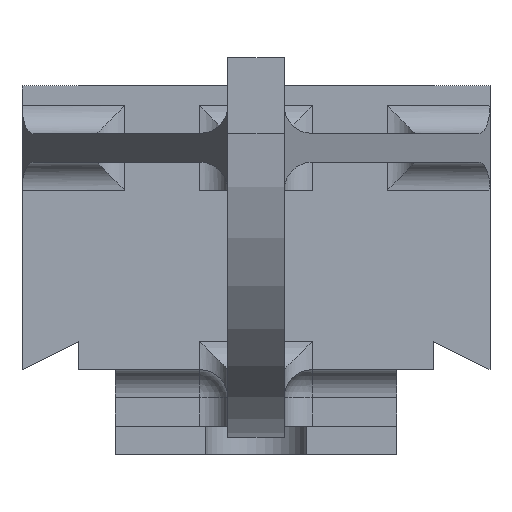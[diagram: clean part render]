
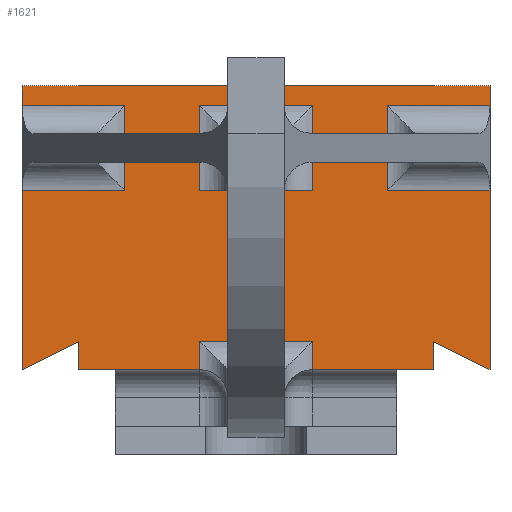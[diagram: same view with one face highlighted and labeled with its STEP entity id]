
A CAD part, left-side view. The second image highlights one B-rep face of the part: STEP entity #1621.
In plain terms, the highlighted planar face has unit normal (-1, 0, 0).
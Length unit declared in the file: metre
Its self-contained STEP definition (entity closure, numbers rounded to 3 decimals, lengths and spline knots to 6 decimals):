
#143=ORIENTED_EDGE('',*,*,#631,.F.);
#144=ORIENTED_EDGE('',*,*,#632,.T.);
#145=ORIENTED_EDGE('',*,*,#633,.T.);
#146=ORIENTED_EDGE('',*,*,#634,.T.);
#147=ORIENTED_EDGE('',*,*,#635,.F.);
#148=ORIENTED_EDGE('',*,*,#636,.F.);
#149=ORIENTED_EDGE('',*,*,#637,.F.);
#150=ORIENTED_EDGE('',*,*,#638,.F.);
#151=ORIENTED_EDGE('',*,*,#639,.T.);
#152=ORIENTED_EDGE('',*,*,#640,.T.);
#153=ORIENTED_EDGE('',*,*,#641,.T.);
#154=ORIENTED_EDGE('',*,*,#642,.F.);
#155=ORIENTED_EDGE('',*,*,#643,.T.);
#156=ORIENTED_EDGE('',*,*,#644,.T.);
#157=ORIENTED_EDGE('',*,*,#645,.T.);
#158=ORIENTED_EDGE('',*,*,#646,.T.);
#159=ORIENTED_EDGE('',*,*,#647,.T.);
#160=ORIENTED_EDGE('',*,*,#648,.T.);
#161=ORIENTED_EDGE('',*,*,#649,.T.);
#162=ORIENTED_EDGE('',*,*,#650,.T.);
#163=ORIENTED_EDGE('',*,*,#651,.T.);
#164=ORIENTED_EDGE('',*,*,#652,.T.);
#165=ORIENTED_EDGE('',*,*,#653,.T.);
#166=ORIENTED_EDGE('',*,*,#654,.T.);
#167=ORIENTED_EDGE('',*,*,#655,.T.);
#168=ORIENTED_EDGE('',*,*,#656,.T.);
#631=EDGE_CURVE('',#872,#873,#1020,.T.);
#632=EDGE_CURVE('',#872,#874,#1021,.T.);
#633=EDGE_CURVE('',#874,#875,#1022,.F.);
#634=EDGE_CURVE('',#875,#876,#1023,.T.);
#635=EDGE_CURVE('',#877,#876,#1024,.T.);
#636=EDGE_CURVE('',#878,#877,#1025,.T.);
#637=EDGE_CURVE('',#879,#878,#1026,.T.);
#638=EDGE_CURVE('',#880,#879,#1027,.T.);
#639=EDGE_CURVE('',#880,#881,#1028,.T.);
#640=EDGE_CURVE('',#881,#882,#1029,.T.);
#641=EDGE_CURVE('',#882,#883,#1030,.F.);
#642=EDGE_CURVE('',#884,#883,#1031,.T.);
#643=EDGE_CURVE('',#884,#885,#1032,.T.);
#644=EDGE_CURVE('',#885,#886,#1033,.T.);
#645=EDGE_CURVE('',#886,#887,#1034,.F.);
#646=EDGE_CURVE('',#887,#888,#1035,.F.);
#647=EDGE_CURVE('',#888,#889,#1036,.T.);
#648=EDGE_CURVE('',#889,#890,#1037,.T.);
#649=EDGE_CURVE('',#890,#891,#1038,.T.);
#650=EDGE_CURVE('',#891,#873,#1039,.T.);
#651=EDGE_CURVE('',#892,#893,#1040,.T.);
#652=EDGE_CURVE('',#893,#894,#1041,.F.);
#653=EDGE_CURVE('',#894,#895,#1042,.F.);
#654=EDGE_CURVE('',#895,#896,#1043,.T.);
#655=EDGE_CURVE('',#896,#897,#1044,.T.);
#656=EDGE_CURVE('',#897,#892,#1045,.T.);
#872=VERTEX_POINT('',#2412);
#873=VERTEX_POINT('',#2413);
#874=VERTEX_POINT('',#2415);
#875=VERTEX_POINT('',#2417);
#876=VERTEX_POINT('',#2419);
#877=VERTEX_POINT('',#2421);
#878=VERTEX_POINT('',#2423);
#879=VERTEX_POINT('',#2425);
#880=VERTEX_POINT('',#2427);
#881=VERTEX_POINT('',#2429);
#882=VERTEX_POINT('',#2431);
#883=VERTEX_POINT('',#2433);
#884=VERTEX_POINT('',#2435);
#885=VERTEX_POINT('',#2437);
#886=VERTEX_POINT('',#2439);
#887=VERTEX_POINT('',#2441);
#888=VERTEX_POINT('',#2443);
#889=VERTEX_POINT('',#2445);
#890=VERTEX_POINT('',#2447);
#891=VERTEX_POINT('',#2449);
#892=VERTEX_POINT('',#2452);
#893=VERTEX_POINT('',#2453);
#894=VERTEX_POINT('',#2455);
#895=VERTEX_POINT('',#2457);
#896=VERTEX_POINT('',#2459);
#897=VERTEX_POINT('',#2461);
#1020=LINE('',#2411,#1218);
#1021=LINE('',#2414,#1219);
#1022=LINE('',#2416,#1220);
#1023=LINE('',#2418,#1221);
#1024=LINE('',#2420,#1222);
#1025=LINE('',#2422,#1223);
#1026=LINE('',#2424,#1224);
#1027=LINE('',#2426,#1225);
#1028=LINE('',#2428,#1226);
#1029=LINE('',#2430,#1227);
#1030=LINE('',#2432,#1228);
#1031=LINE('',#2434,#1229);
#1032=LINE('',#2436,#1230);
#1033=LINE('',#2438,#1231);
#1034=LINE('',#2440,#1232);
#1035=LINE('',#2442,#1233);
#1036=LINE('',#2444,#1234);
#1037=LINE('',#2446,#1235);
#1038=LINE('',#2448,#1236);
#1039=LINE('',#2450,#1237);
#1040=LINE('',#2451,#1238);
#1041=LINE('',#2454,#1239);
#1042=LINE('',#2456,#1240);
#1043=LINE('',#2458,#1241);
#1044=LINE('',#2460,#1242);
#1045=LINE('',#2462,#1243);
#1218=VECTOR('',#1918,1.);
#1219=VECTOR('',#1919,1.);
#1220=VECTOR('',#1920,1.);
#1221=VECTOR('',#1921,1.);
#1222=VECTOR('',#1922,1.);
#1223=VECTOR('',#1923,1.);
#1224=VECTOR('',#1924,1.);
#1225=VECTOR('',#1925,1.);
#1226=VECTOR('',#1926,1.);
#1227=VECTOR('',#1927,1.);
#1228=VECTOR('',#1928,1.);
#1229=VECTOR('',#1929,1.);
#1230=VECTOR('',#1930,1.);
#1231=VECTOR('',#1931,1.);
#1232=VECTOR('',#1932,1.);
#1233=VECTOR('',#1933,1.);
#1234=VECTOR('',#1934,1.);
#1235=VECTOR('',#1935,1.);
#1236=VECTOR('',#1936,1.);
#1237=VECTOR('',#1937,1.);
#1238=VECTOR('',#1938,1.);
#1239=VECTOR('',#1939,1.);
#1240=VECTOR('',#1940,1.);
#1241=VECTOR('',#1941,1.);
#1242=VECTOR('',#1942,1.);
#1243=VECTOR('',#1943,1.);
#1383=EDGE_LOOP('',(#143,#144,#145,#146,#147,#148,#149,#150,#151,#152,#153,
#154,#155,#156,#157,#158,#159,#160,#161,#162));
#1384=EDGE_LOOP('',(#163,#164,#165,#166,#167,#168));
#1473=FACE_BOUND('',#1383,.T.);
#1474=FACE_BOUND('',#1384,.T.);
#1562=PLANE('',#1731);
#1621=ADVANCED_FACE('',(#1473,#1474),#1562,.T.);
#1731=AXIS2_PLACEMENT_3D('',#2410,#1916,#1917);
#1916=DIRECTION('',(-1.,0.,0.));
#1917=DIRECTION('',(0.,-1.,0.));
#1918=DIRECTION('',(0.,1.,0.));
#1919=DIRECTION('',(0.,0.,1.));
#1920=DIRECTION('',(0.,1.,0.));
#1921=DIRECTION('',(0.,0.,-1.));
#1922=DIRECTION('',(0.,1.,0.));
#1923=DIRECTION('',(0.,0.,-1.));
#1924=DIRECTION('',(0.,0.894,0.447));
#1925=DIRECTION('',(0.,0.,-1.));
#1926=DIRECTION('',(0.,1.,0.));
#1927=DIRECTION('',(0.,0.,1.));
#1928=DIRECTION('',(0.,1.,0.));
#1929=DIRECTION('',(0.,0.,-1.));
#1930=DIRECTION('',(0.,1.,0.));
#1931=DIRECTION('',(0.,0.,-1.));
#1932=DIRECTION('',(0.,1.,0.));
#1933=DIRECTION('',(0.,0.,1.));
#1934=DIRECTION('',(0.,1.,0.));
#1935=DIRECTION('',(0.,0.,-1.));
#1936=DIRECTION('',(0.,-0.894,0.447));
#1937=DIRECTION('',(0.,0.,-1.));
#1938=DIRECTION('',(0.,1.,0.));
#1939=DIRECTION('',(0.,0.,-1.));
#1940=DIRECTION('',(0.,1.,0.));
#1941=DIRECTION('',(0.,0.,-1.));
#1942=DIRECTION('',(0.,1.,0.));
#1943=DIRECTION('',(0.,1.,0.));
#2410=CARTESIAN_POINT('',(-0.003675,0.,0.005683));
#2411=CARTESIAN_POINT('',(-0.003675,0.,0.001));
#2412=CARTESIAN_POINT('',(-0.003675,0.001,0.001));
#2413=CARTESIAN_POINT('',(-0.003675,0.00315,0.001));
#2414=CARTESIAN_POINT('',(-0.003675,0.001,0.005683));
#2415=CARTESIAN_POINT('',(-0.003675,0.001,0.0015));
#2416=CARTESIAN_POINT('',(-0.003675,0.,0.0015));
#2417=CARTESIAN_POINT('',(-0.003675,-0.001,0.0015));
#2418=CARTESIAN_POINT('',(-0.003675,-0.001,0.0005));
#2419=CARTESIAN_POINT('',(-0.003675,-0.001,0.001));
#2420=CARTESIAN_POINT('',(-0.003675,0.,0.001));
#2421=CARTESIAN_POINT('',(-0.003675,-0.00315,0.001));
#2422=CARTESIAN_POINT('',(-0.003675,-0.00315,0.00125));
#2423=CARTESIAN_POINT('',(-0.003675,-0.00315,0.0015));
#2424=CARTESIAN_POINT('',(-0.003675,-0.00365,0.00125));
#2425=CARTESIAN_POINT('',(-0.003675,-0.00415,0.001));
#2426=CARTESIAN_POINT('',(-0.003675,-0.00415,0.005683));
#2427=CARTESIAN_POINT('',(-0.003675,-0.00415,0.004183));
#2428=CARTESIAN_POINT('',(-0.003675,0.,0.004183));
#2429=CARTESIAN_POINT('',(-0.003675,-0.002331,0.004183));
#2430=CARTESIAN_POINT('',(-0.003675,-0.002331,0.005183));
#2431=CARTESIAN_POINT('',(-0.003675,-0.002331,0.005683));
#2432=CARTESIAN_POINT('',(-0.003675,0.,0.005683));
#2433=CARTESIAN_POINT('',(-0.003675,-0.00415,0.005683));
#2434=CARTESIAN_POINT('',(-0.003675,-0.00415,0.005683));
#2435=CARTESIAN_POINT('',(-0.003675,-0.00415,0.006033));
#2436=CARTESIAN_POINT('',(-0.003675,0.,0.006033));
#2437=CARTESIAN_POINT('',(-0.003675,0.00415,0.006033));
#2438=CARTESIAN_POINT('',(-0.003675,0.00415,0.005683));
#2439=CARTESIAN_POINT('',(-0.003675,0.00415,0.005683));
#2440=CARTESIAN_POINT('',(-0.003675,0.,0.005683));
#2441=CARTESIAN_POINT('',(-0.003675,0.002331,0.005683));
#2442=CARTESIAN_POINT('',(-0.003675,0.002331,0.005683));
#2443=CARTESIAN_POINT('',(-0.003675,0.002331,0.004183));
#2444=CARTESIAN_POINT('',(-0.003675,0.,0.004183));
#2445=CARTESIAN_POINT('',(-0.003675,0.00415,0.004183));
#2446=CARTESIAN_POINT('',(-0.003675,0.00415,0.005683));
#2447=CARTESIAN_POINT('',(-0.003675,0.00415,0.001));
#2448=CARTESIAN_POINT('',(-0.003675,0.00365,0.00125));
#2449=CARTESIAN_POINT('',(-0.003675,0.00315,0.0015));
#2450=CARTESIAN_POINT('',(-0.003675,0.00315,0.00125));
#2451=CARTESIAN_POINT('',(-0.003675,-0.0005,0.004183));
#2452=CARTESIAN_POINT('',(-0.003675,0.00025,0.004183));
#2453=CARTESIAN_POINT('',(-0.003675,0.001,0.004183));
#2454=CARTESIAN_POINT('',(-0.003675,0.001,0.005683));
#2455=CARTESIAN_POINT('',(-0.003675,0.001,0.005683));
#2456=CARTESIAN_POINT('',(-0.003675,0.,0.005683));
#2457=CARTESIAN_POINT('',(-0.003675,-0.001,0.005683));
#2458=CARTESIAN_POINT('',(-0.003675,-0.001,0.004183));
#2459=CARTESIAN_POINT('',(-0.003675,-0.001,0.004183));
#2460=CARTESIAN_POINT('',(-0.003675,-0.0005,0.004183));
#2461=CARTESIAN_POINT('',(-0.003675,-0.00025,0.004183));
#2462=CARTESIAN_POINT('',(-0.003675,-0.00025,0.004183));
